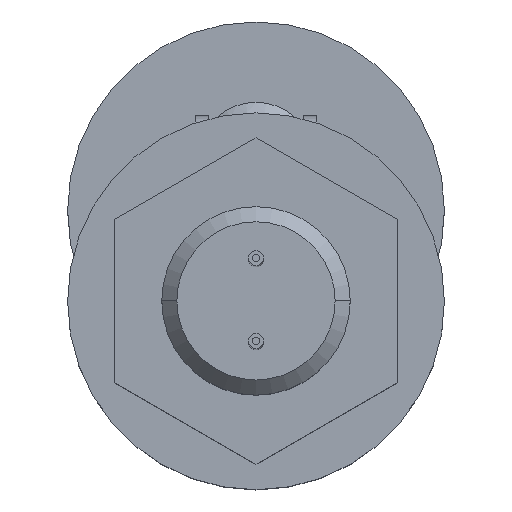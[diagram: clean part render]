
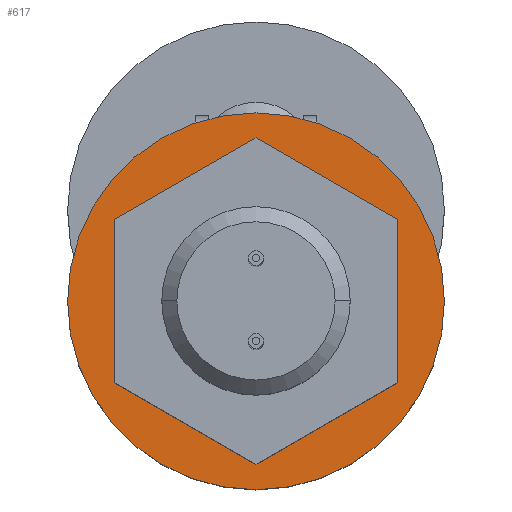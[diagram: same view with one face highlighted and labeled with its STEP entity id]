
A CAD part, top view. The second image highlights one B-rep face of the part: STEP entity #617.
In plain terms, the highlighted planar face has unit normal (0, 0, 1).
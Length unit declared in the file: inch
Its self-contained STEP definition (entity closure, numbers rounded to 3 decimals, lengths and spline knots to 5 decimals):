
#12 = DIRECTION ( 'NONE',  ( 0., -1., 0. ) ) ;
#36 = EDGE_LOOP ( 'NONE', ( #1607, #1656 ) ) ;
#357 = VECTOR ( 'NONE', #760, 39.37008 ) ;
#401 = CARTESIAN_POINT ( 'NONE',  ( 0.375, 0.21651, 0.652 ) ) ;
#446 = LINE ( 'NONE', #3581, #357 ) ;
#495 = CARTESIAN_POINT ( 'NONE',  ( -0.375, 0.21651, 0.652 ) ) ;
#543 = DIRECTION ( 'NONE',  ( 0.866, -0.5, 0. ) ) ;
#564 = VERTEX_POINT ( 'NONE', #1240 ) ;
#570 = CARTESIAN_POINT ( 'NONE',  ( 0., 0., 0.652 ) ) ;
#604 = EDGE_CURVE ( 'NONE', #1486, #3025, #3249, .T. ) ;
#617 = ADVANCED_FACE ( 'NONE', ( #3296, #3198 ), #1577, .T. ) ;
#760 = DIRECTION ( 'NONE',  ( -0.866, 0.5, 0. ) ) ;
#778 = VERTEX_POINT ( 'NONE', #2716 ) ;
#780 = VERTEX_POINT ( 'NONE', #1128 ) ;
#883 = DIRECTION ( 'NONE',  ( 0., -1., 0. ) ) ;
#937 = CIRCLE ( 'NONE', #2837, 0.5 ) ;
#938 = CARTESIAN_POINT ( 'NONE',  ( 0.2515, 0., 0.652 ) ) ;
#954 = CARTESIAN_POINT ( 'NONE',  ( 0.375, 0.21651, 0.652 ) ) ;
#1128 = CARTESIAN_POINT ( 'NONE',  ( -0.375, -0.21651, 0.652 ) ) ;
#1183 = EDGE_CURVE ( 'NONE', #778, #3118, #1446, .T. ) ;
#1239 = DIRECTION ( 'NONE',  ( -0.866, -0.5, 0. ) ) ;
#1240 = CARTESIAN_POINT ( 'NONE',  ( 0., 0.5, 0.652 ) ) ;
#1270 = ORIENTED_EDGE ( 'NONE', *, *, #1955, .F. ) ;
#1437 = VECTOR ( 'NONE', #1239, 39.37008 ) ;
#1446 = LINE ( 'NONE', #3429, #1437 ) ;
#1486 = VERTEX_POINT ( 'NONE', #3975 ) ;
#1577 = PLANE ( 'NONE',  #2799 ) ;
#1607 = ORIENTED_EDGE ( 'NONE', *, *, #2915, .T. ) ;
#1656 = ORIENTED_EDGE ( 'NONE', *, *, #3775, .T. ) ;
#1804 = ORIENTED_EDGE ( 'NONE', *, *, #3060, .F. ) ;
#1820 = DIRECTION ( 'NONE',  ( 0., 0., 1. ) ) ;
#1839 = VECTOR ( 'NONE', #2048, 39.37008 ) ;
#1872 = ORIENTED_EDGE ( 'NONE', *, *, #604, .F. ) ;
#1896 = DIRECTION ( 'NONE',  ( 0., 0., 1. ) ) ;
#1924 = ORIENTED_EDGE ( 'NONE', *, *, #3743, .F. ) ;
#1932 = LINE ( 'NONE', #3897, #1839 ) ;
#1955 = EDGE_CURVE ( 'NONE', #3025, #2382, #3380, .T. ) ;
#2009 = ORIENTED_EDGE ( 'NONE', *, *, #2527, .F. ) ;
#2048 = DIRECTION ( 'NONE',  ( 0., -1., 0. ) ) ;
#2176 = VERTEX_POINT ( 'NONE', #2302 ) ;
#2198 = ORIENTED_EDGE ( 'NONE', *, *, #1183, .F. ) ;
#2202 = CARTESIAN_POINT ( 'NONE',  ( 0.375, -0.21651, 0.652 ) ) ;
#2302 = CARTESIAN_POINT ( 'NONE',  ( 0., -0.5, 0.652 ) ) ;
#2382 = VERTEX_POINT ( 'NONE', #401 ) ;
#2527 = EDGE_CURVE ( 'NONE', #3118, #780, #1932, .T. ) ;
#2685 = VECTOR ( 'NONE', #543, 39.37008 ) ;
#2716 = CARTESIAN_POINT ( 'NONE',  ( 0., 0.43301, 0.652 ) ) ;
#2737 = CIRCLE ( 'NONE', #3856, 0.5 ) ;
#2744 = LINE ( 'NONE', #3086, #2685 ) ;
#2756 = DIRECTION ( 'NONE',  ( 0., 0., 1. ) ) ;
#2799 = AXIS2_PLACEMENT_3D ( 'NONE', #938, #1896, #12 ) ;
#2837 = AXIS2_PLACEMENT_3D ( 'NONE', #3672, #1820, #3994 ) ;
#2915 = EDGE_CURVE ( 'NONE', #2176, #564, #937, .T. ) ;
#3025 = VERTEX_POINT ( 'NONE', #3153 ) ;
#3060 = EDGE_CURVE ( 'NONE', #2382, #778, #446, .T. ) ;
#3067 = EDGE_LOOP ( 'NONE', ( #1804, #1270, #1872, #1924, #2009, #2198 ) ) ;
#3086 = CARTESIAN_POINT ( 'NONE',  ( 0., -0.43301, 0.652 ) ) ;
#3118 = VERTEX_POINT ( 'NONE', #495 ) ;
#3140 = DIRECTION ( 'NONE',  ( 0., 1., 0. ) ) ;
#3153 = CARTESIAN_POINT ( 'NONE',  ( 0.375, -0.21651, 0.652 ) ) ;
#3198 = FACE_BOUND ( 'NONE', #3067, .T. ) ;
#3249 = LINE ( 'NONE', #2202, #3251 ) ;
#3251 = VECTOR ( 'NONE', #4069, 39.37008 ) ;
#3296 = FACE_OUTER_BOUND ( 'NONE', #36, .T. ) ;
#3341 = VECTOR ( 'NONE', #3140, 39.37008 ) ;
#3380 = LINE ( 'NONE', #954, #3341 ) ;
#3429 = CARTESIAN_POINT ( 'NONE',  ( -0.375, 0.21651, 0.652 ) ) ;
#3581 = CARTESIAN_POINT ( 'NONE',  ( 0., 0.43301, 0.652 ) ) ;
#3672 = CARTESIAN_POINT ( 'NONE',  ( 0., 0., 0.652 ) ) ;
#3743 = EDGE_CURVE ( 'NONE', #780, #1486, #2744, .T. ) ;
#3775 = EDGE_CURVE ( 'NONE', #564, #2176, #2737, .T. ) ;
#3856 = AXIS2_PLACEMENT_3D ( 'NONE', #570, #2756, #883 ) ;
#3897 = CARTESIAN_POINT ( 'NONE',  ( -0.375, -0.21651, 0.652 ) ) ;
#3975 = CARTESIAN_POINT ( 'NONE',  ( 0., -0.43301, 0.652 ) ) ;
#3994 = DIRECTION ( 'NONE',  ( 0., -1., 0. ) ) ;
#4069 = DIRECTION ( 'NONE',  ( 0.866, 0.5, 0. ) ) ;
